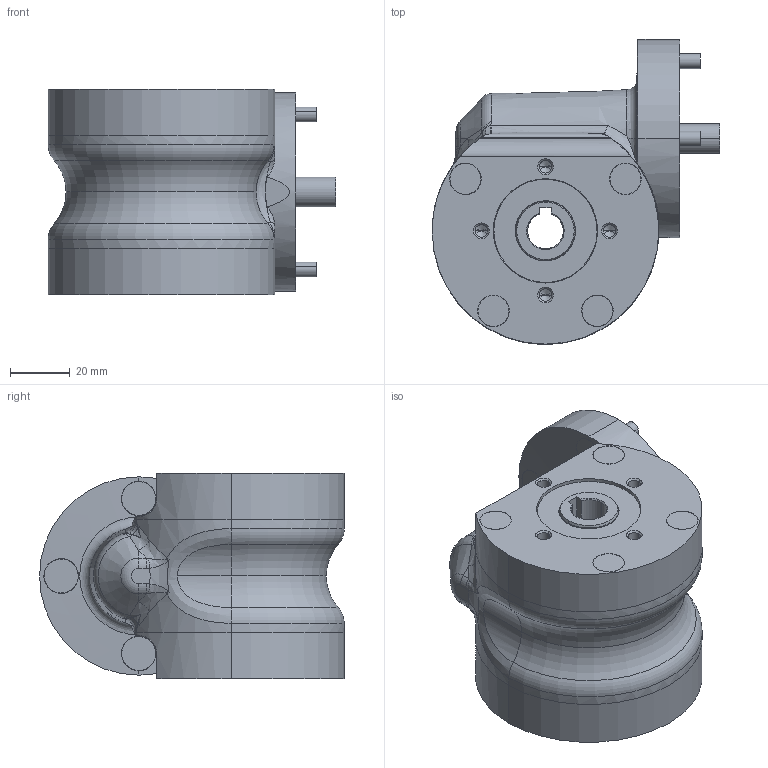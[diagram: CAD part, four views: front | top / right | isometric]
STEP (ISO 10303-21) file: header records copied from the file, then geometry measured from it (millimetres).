
FILE_DESCRIPTION (( 'STEP AP214' ), '1' );
FILE_NAME ('Getriebe_VES31-+-2338068_.STEP', '2018-11-15T08:51:48', ( 'mloeschke' ), ( '' ), 'SwSTEP 2.0', 'SolidWorks 2017', '' );
FILE_SCHEMA (( 'AUTOMOTIVE_DESIGN' ));
Length unit declared in the file: millimetre
Products named in the file (20): f黵_VE31E__2D-Zeichnung-+-Motorwelle1_; Entwicklung_Runddichtring-+-E-302964_; Getriebe_VES31-+-2338068_; Dichtring-+-2342340__PDB_2342340; N_3760_AS20x32x5; N_625t1_6904 - 2RS - SRL; Hohlwelle mit Schneckenrad-+-2470489_1; Schneckenrad B31.10.02-+-2470500_PDB_2470500; Hohlwelle VES31_VE31-+-2470497_PDB_2369435; Stopfen IP69k-+-2467356_1; N_7985_rostfrei-+-N_7985_rostfrei_ _M 5 x 12; Stopfen IP69k-+-2467356_3; Scheibe-+-WN0155,01_ _PDB_2470306; N_7985_rostfrei-+-N_7985_rostfrei_ _M 4 x 10; Dichtring-+-WN0182.01_ _PDB_2478056; Dichtring-+-WN0182.01_ _PDB_2478064; Lagerdeckel_VES31-+-2342952__PDB_2342952; Wellendichtring_E-+-WN0118.04 - E_ _E 10 x 32 x 2,7-5,5; Schnecke_31_30_00-+-1320270_ _PDB_1320270; Gehäuse_VE31_rostfrei-+-2335824__PDB_2335824
Assembly tree (52 placements, depth 3):
  Getriebe_VES31-+-2338068_
    Gehäuse_VE31_rostfrei-+-2335824__PDB_2335824
    Lagerdeckel_VES31-+-2342952__PDB_2342952  x2
    N_7985_rostfrei-+-N_7985_rostfrei_ _M 4 x 10  x8
    Stopfen IP69k-+-2467356_3  x8
    N_7985_rostfrei-+-N_7985_rostfrei_ _M 5 x 12  x3
    Stopfen IP69k-+-2467356_1  x3
    Hohlwelle mit Schneckenrad-+-2470489_1
      Hohlwelle VES31_VE31-+-2470497_PDB_2369435
      Schneckenrad B31.10.02-+-2470500_PDB_2470500
    N_625t1_6904 - 2RS - SRL  x2
    N_3760_AS20x32x5  x2
    Dichtring-+-2342340__PDB_2342340  x2
    Entwicklung_Runddichtring-+-E-302964_  x2
    f黵_VE31E__2D-Zeichnung-+-Motorwelle1_
    Schnecke_31_30_00-+-1320270_ _PDB_1320270
    Wellendichtring_E-+-WN0118.04 - E_ _E 10 x 32 x 2,7-5,5
    Dichtring-+-WN0182.01_ _PDB_2478064  x3
    Dichtring-+-WN0182.01_ _PDB_2478056  x8
    Scheibe-+-WN0155,01_ _PDB_2470306  x2
Bounding box: 96.5 x 102.25 x 69 mm (x, y, z)
Volume: 254014.5 mm3; surface area: 119133.5 mm2
Topology: 53 solids, 54 shells, 1604 faces, 3592 edges, 2159 vertices
Faces by surface type: cylinder 519, plane 379, cone 353, torus 226, bspline 91, sphere 36
Entity records: 34066 total; most frequent: CARTESIAN_POINT 9451, DIRECTION 4930, ORIENTED_EDGE 4236, AXIS2_PLACEMENT_3D 2161, EDGE_CURVE 2118, VERTEX_POINT 1257, CIRCLE 1239, EDGE_LOOP 1065
